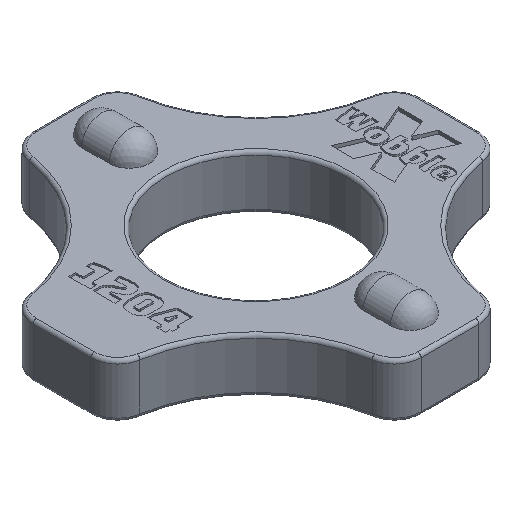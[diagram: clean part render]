
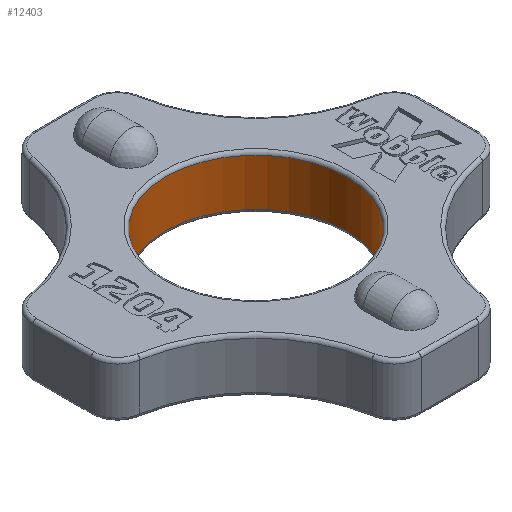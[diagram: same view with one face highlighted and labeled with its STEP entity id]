
A CAD part, isometric view. The second image highlights one B-rep face of the part: STEP entity #12403.
In plain terms, the highlighted cylindrical face has radius 13.5 mm (diameter 27 mm), a full revolution.
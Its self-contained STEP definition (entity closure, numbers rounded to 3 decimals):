
#1425=LINE('',#15723,#2564);
#2564=VECTOR('',#13624,13.5);
#3703=CYLINDRICAL_SURFACE('',#13133,13.5);
#3729=FACE_OUTER_BOUND('',#4440,.T.);
#4440=EDGE_LOOP('',(#8521,#8522,#8523,#8524,#8525));
#5208=CIRCLE('',#13131,13.5);
#5209=CIRCLE('',#13132,13.5);
#5210=CIRCLE('',#13134,13.5);
#5312=VERTEX_POINT('',#15716);
#5313=VERTEX_POINT('',#15718);
#5314=VERTEX_POINT('',#15722);
#6588=EDGE_CURVE('',#5312,#5313,#5208,.T.);
#6589=EDGE_CURVE('',#5313,#5312,#5209,.T.);
#6590=EDGE_CURVE('',#5313,#5314,#1425,.T.);
#6591=EDGE_CURVE('',#5314,#5314,#5210,.T.);
#8521=ORIENTED_EDGE('',*,*,#6589,.F.);
#8522=ORIENTED_EDGE('',*,*,#6590,.T.);
#8523=ORIENTED_EDGE('',*,*,#6591,.F.);
#8524=ORIENTED_EDGE('',*,*,#6590,.F.);
#8525=ORIENTED_EDGE('',*,*,#6588,.F.);
#12403=ADVANCED_FACE('',(#3729),#3703,.F.);
#13131=AXIS2_PLACEMENT_3D('',#15719,#13618,#13619);
#13132=AXIS2_PLACEMENT_3D('',#15720,#13620,#13621);
#13133=AXIS2_PLACEMENT_3D('',#15721,#13622,#13623);
#13134=AXIS2_PLACEMENT_3D('',#15724,#13625,#13626);
#13618=DIRECTION('center_axis',(0.,0.,1.));
#13619=DIRECTION('ref_axis',(-1.,0.,0.));
#13620=DIRECTION('center_axis',(0.,0.,1.));
#13621=DIRECTION('ref_axis',(-1.,0.,0.));
#13622=DIRECTION('center_axis',(0.,0.,-1.));
#13623=DIRECTION('ref_axis',(-1.,0.,0.));
#13624=DIRECTION('',(0.,0.,1.));
#13625=DIRECTION('center_axis',(0.,0.,-1.));
#13626=DIRECTION('ref_axis',(-1.,0.,0.));
#15716=CARTESIAN_POINT('',(-13.5,0.,-3.5));
#15718=CARTESIAN_POINT('',(13.5,0.,-3.5));
#15719=CARTESIAN_POINT('Origin',(0.,0.,-3.5));
#15720=CARTESIAN_POINT('Origin',(0.,0.,-3.5));
#15721=CARTESIAN_POINT('Origin',(0.,0.,4.));
#15722=CARTESIAN_POINT('',(13.5,0.,3.5));
#15723=CARTESIAN_POINT('',(13.5,0.,4.));
#15724=CARTESIAN_POINT('Origin',(0.,0.,3.5));
